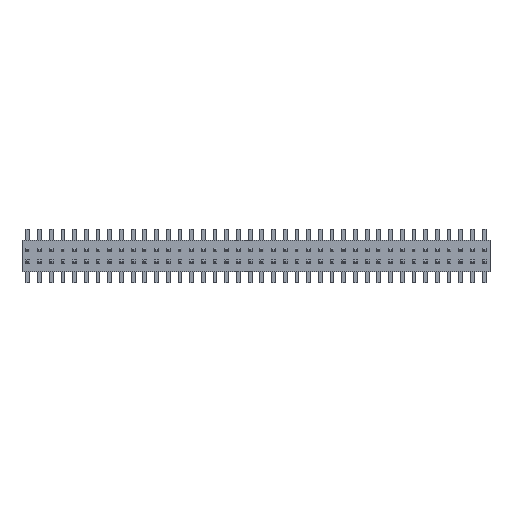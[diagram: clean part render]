
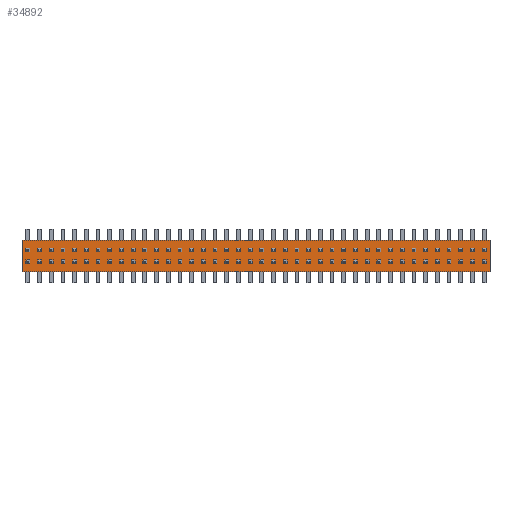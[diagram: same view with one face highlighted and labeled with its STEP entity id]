
A CAD part, top view. The second image highlights one B-rep face of the part: STEP entity #34892.
In plain terms, the highlighted face is planar.
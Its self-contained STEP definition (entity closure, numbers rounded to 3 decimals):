
#34760 = EDGE_CURVE('',#34761,#34763,#34765,.T.);
#34761 = VERTEX_POINT('',#34762);
#34762 = CARTESIAN_POINT('',(-25.4,1.753,-1.715));
#34763 = VERTEX_POINT('',#34764);
#34764 = CARTESIAN_POINT('',(-25.4,1.753,1.715));
#34765 = LINE('',#34766,#34767);
#34766 = CARTESIAN_POINT('',(-25.4,1.753,-1.715));
#34767 = VECTOR('',#34768,1.);
#34768 = DIRECTION('',(0.,0.,1.));
#34800 = EDGE_CURVE('',#34763,#34801,#34803,.T.);
#34801 = VERTEX_POINT('',#34802);
#34802 = CARTESIAN_POINT('',(25.4,1.753,1.715));
#34803 = LINE('',#34804,#34805);
#34804 = CARTESIAN_POINT('',(-25.4,1.753,1.715));
#34805 = VECTOR('',#34806,1.);
#34806 = DIRECTION('',(1.,0.,0.));
#34831 = EDGE_CURVE('',#34801,#34832,#34834,.T.);
#34832 = VERTEX_POINT('',#34833);
#34833 = CARTESIAN_POINT('',(25.4,1.753,-1.715));
#34834 = LINE('',#34835,#34836);
#34835 = CARTESIAN_POINT('',(25.4,1.753,1.715));
#34836 = VECTOR('',#34837,1.);
#34837 = DIRECTION('',(0.,0.,-1.));
#34862 = EDGE_CURVE('',#34832,#34761,#34863,.T.);
#34863 = LINE('',#34864,#34865);
#34864 = CARTESIAN_POINT('',(25.4,1.753,-1.715));
#34865 = VECTOR('',#34866,1.);
#34866 = DIRECTION('',(-1.,0.,0.));
#34892 = ADVANCED_FACE('',(#34893),#34899,.T.);
#34893 = FACE_BOUND('',#34894,.T.);
#34894 = EDGE_LOOP('',(#34895,#34896,#34897,#34898));
#34895 = ORIENTED_EDGE('',*,*,#34760,.T.);
#34896 = ORIENTED_EDGE('',*,*,#34800,.T.);
#34897 = ORIENTED_EDGE('',*,*,#34831,.T.);
#34898 = ORIENTED_EDGE('',*,*,#34862,.T.);
#34899 = PLANE('',#34900);
#34900 = AXIS2_PLACEMENT_3D('',#34901,#34902,#34903);
#34901 = CARTESIAN_POINT('',(0.,1.753,0.));
#34902 = DIRECTION('',(0.,1.,0.));
#34903 = DIRECTION('',(0.,-0.,1.));
